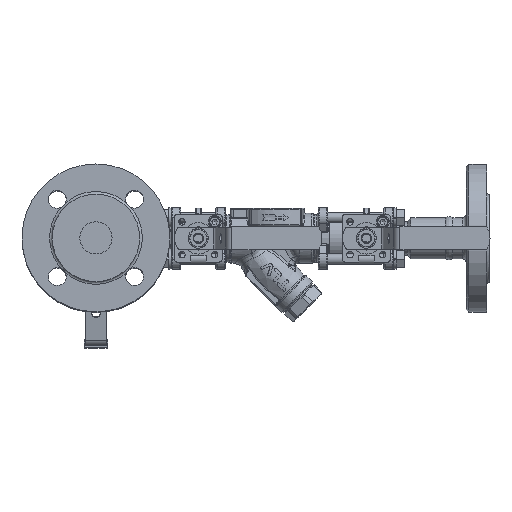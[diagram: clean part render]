
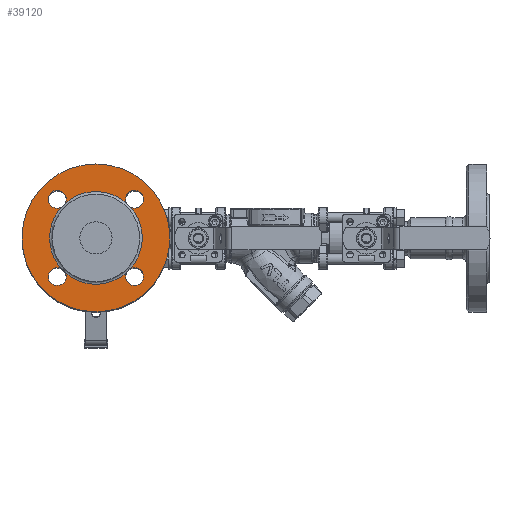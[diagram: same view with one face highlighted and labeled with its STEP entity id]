
A CAD part, top view. The second image highlights one B-rep face of the part: STEP entity #39120.
In plain terms, the highlighted planar face has unit normal (0, 0, 1).
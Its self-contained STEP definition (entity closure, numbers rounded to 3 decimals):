
#8229=FACE_BOUND('',#10934,.T.);
#8480=FACE_OUTER_BOUND('',#10933,.T.);
#10933=EDGE_LOOP('',(#26172,#26173));
#10934=EDGE_LOOP('',(#26174,#26175,#26176,#26177,#26178,#26179,#26180,#26181,
#26182,#26183,#26184,#26185,#26186));
#13613=CIRCLE('',#41676,36.);
#13614=CIRCLE('',#41677,36.);
#13615=CIRCLE('',#41678,36.);
#13616=CIRCLE('',#41679,36.);
#13617=CIRCLE('',#41680,36.);
#13618=CIRCLE('',#41682,7.);
#13619=CIRCLE('',#41683,7.);
#13620=CIRCLE('',#41685,7.);
#13621=CIRCLE('',#41686,7.);
#13622=CIRCLE('',#41688,7.);
#13623=CIRCLE('',#41689,7.);
#13624=CIRCLE('',#41691,7.);
#13625=CIRCLE('',#41692,7.);
#13628=CIRCLE('',#41697,57.5);
#13629=CIRCLE('',#41698,57.5);
#16050=VERTEX_POINT('',#58613);
#16051=VERTEX_POINT('',#58615);
#16052=VERTEX_POINT('',#58617);
#16053=VERTEX_POINT('',#58638);
#16054=VERTEX_POINT('',#58640);
#16055=VERTEX_POINT('',#58661);
#16056=VERTEX_POINT('',#58663);
#16057=VERTEX_POINT('',#58684);
#16058=VERTEX_POINT('',#58686);
#16059=VERTEX_POINT('',#58709);
#16060=VERTEX_POINT('',#58714);
#16061=VERTEX_POINT('',#58719);
#16062=VERTEX_POINT('',#58724);
#16065=VERTEX_POINT('',#58735);
#16066=VERTEX_POINT('',#58737);
#19858=EDGE_CURVE('',#16050,#16051,#13613,.T.);
#19860=EDGE_CURVE('',#16052,#16053,#13614,.T.);
#19862=EDGE_CURVE('',#16054,#16055,#13615,.T.);
#19864=EDGE_CURVE('',#16056,#16057,#13616,.T.);
#19866=EDGE_CURVE('',#16058,#16050,#13617,.T.);
#19867=EDGE_CURVE('',#16054,#16059,#13618,.T.);
#19868=EDGE_CURVE('',#16059,#16053,#13619,.T.);
#19870=EDGE_CURVE('',#16056,#16060,#13620,.T.);
#19871=EDGE_CURVE('',#16060,#16055,#13621,.T.);
#19873=EDGE_CURVE('',#16058,#16061,#13622,.T.);
#19874=EDGE_CURVE('',#16061,#16057,#13623,.T.);
#19876=EDGE_CURVE('',#16052,#16062,#13624,.T.);
#19877=EDGE_CURVE('',#16062,#16051,#13625,.T.);
#19883=EDGE_CURVE('',#16065,#16066,#13628,.T.);
#19884=EDGE_CURVE('',#16066,#16065,#13629,.T.);
#26172=ORIENTED_EDGE('',*,*,#19884,.F.);
#26173=ORIENTED_EDGE('',*,*,#19883,.F.);
#26174=ORIENTED_EDGE('',*,*,#19864,.F.);
#26175=ORIENTED_EDGE('',*,*,#19870,.T.);
#26176=ORIENTED_EDGE('',*,*,#19871,.T.);
#26177=ORIENTED_EDGE('',*,*,#19862,.F.);
#26178=ORIENTED_EDGE('',*,*,#19867,.T.);
#26179=ORIENTED_EDGE('',*,*,#19868,.T.);
#26180=ORIENTED_EDGE('',*,*,#19860,.F.);
#26181=ORIENTED_EDGE('',*,*,#19876,.T.);
#26182=ORIENTED_EDGE('',*,*,#19877,.T.);
#26183=ORIENTED_EDGE('',*,*,#19858,.F.);
#26184=ORIENTED_EDGE('',*,*,#19866,.F.);
#26185=ORIENTED_EDGE('',*,*,#19873,.T.);
#26186=ORIENTED_EDGE('',*,*,#19874,.T.);
#38203=PLANE('',#41700);
#39120=ADVANCED_FACE('',(#8480,#8229),#38203,.F.);
#41676=AXIS2_PLACEMENT_3D('',#58616,#46689,#46690);
#41677=AXIS2_PLACEMENT_3D('',#58639,#46691,#46692);
#41678=AXIS2_PLACEMENT_3D('',#58662,#46693,#46694);
#41679=AXIS2_PLACEMENT_3D('',#58685,#46695,#46696);
#41680=AXIS2_PLACEMENT_3D('',#58707,#46697,#46698);
#41682=AXIS2_PLACEMENT_3D('',#58710,#46701,#46702);
#41683=AXIS2_PLACEMENT_3D('',#58711,#46703,#46704);
#41685=AXIS2_PLACEMENT_3D('',#58715,#46708,#46709);
#41686=AXIS2_PLACEMENT_3D('',#58716,#46710,#46711);
#41688=AXIS2_PLACEMENT_3D('',#58720,#46715,#46716);
#41689=AXIS2_PLACEMENT_3D('',#58721,#46717,#46718);
#41691=AXIS2_PLACEMENT_3D('',#58725,#46722,#46723);
#41692=AXIS2_PLACEMENT_3D('',#58726,#46724,#46725);
#41697=AXIS2_PLACEMENT_3D('',#58738,#46737,#46738);
#41698=AXIS2_PLACEMENT_3D('',#58739,#46739,#46740);
#41700=AXIS2_PLACEMENT_3D('',#58741,#46743,#46744);
#46689=DIRECTION('center_axis',(0.,0.,
1.));
#46690=DIRECTION('ref_axis',(1.,0.,0.));
#46691=DIRECTION('center_axis',(0.,0.,
1.));
#46692=DIRECTION('ref_axis',(1.,0.,0.));
#46693=DIRECTION('center_axis',(0.,0.,
1.));
#46694=DIRECTION('ref_axis',(1.,0.,0.));
#46695=DIRECTION('center_axis',(0.,0.,
1.));
#46696=DIRECTION('ref_axis',(1.,0.,0.));
#46697=DIRECTION('center_axis',(0.,0.,
1.));
#46698=DIRECTION('ref_axis',(1.,0.,0.));
#46701=DIRECTION('center_axis',(0.,0.,
-1.));
#46702=DIRECTION('ref_axis',(0.,-1.,0.));
#46703=DIRECTION('center_axis',(0.,0.,
-1.));
#46704=DIRECTION('ref_axis',(0.,-1.,0.));
#46708=DIRECTION('center_axis',(0.,0.,
-1.));
#46709=DIRECTION('ref_axis',(1.,0.,0.));
#46710=DIRECTION('center_axis',(0.,0.,
-1.));
#46711=DIRECTION('ref_axis',(1.,0.,0.));
#46715=DIRECTION('center_axis',(0.,0.,
-1.));
#46716=DIRECTION('ref_axis',(0.,1.,0.));
#46717=DIRECTION('center_axis',(0.,0.,
-1.));
#46718=DIRECTION('ref_axis',(0.,1.,0.));
#46722=DIRECTION('center_axis',(0.,0.,
-1.));
#46723=DIRECTION('ref_axis',(-1.,0.,0.));
#46724=DIRECTION('center_axis',(0.,0.,
-1.));
#46725=DIRECTION('ref_axis',(-1.,0.,0.));
#46737=DIRECTION('center_axis',(0.,0.,
-1.));
#46738=DIRECTION('ref_axis',(1.,0.,0.));
#46739=DIRECTION('center_axis',(0.,0.,
-1.));
#46740=DIRECTION('ref_axis',(1.,0.,0.));
#46743=DIRECTION('center_axis',(0.,0.,
-1.));
#46744=DIRECTION('ref_axis',(1.,0.,0.));
#58613=CARTESIAN_POINT('',(-341.172,-127.686,177.648));
#58615=CARTESIAN_POINT('',(-332.262,-151.396,177.648));
#58616=CARTESIAN_POINT('Origin',(-305.172,-127.686,177.648));
#58617=CARTESIAN_POINT('',(-328.882,-154.776,177.648));
#58638=CARTESIAN_POINT('',(-281.462,-154.776,177.648));
#58639=CARTESIAN_POINT('Origin',(-305.172,-127.686,177.648));
#58640=CARTESIAN_POINT('',(-278.083,-151.396,177.648));
#58661=CARTESIAN_POINT('',(-278.083,-103.977,177.648));
#58662=CARTESIAN_POINT('Origin',(-305.172,-127.686,177.648));
#58663=CARTESIAN_POINT('',(-281.462,-100.597,177.648));
#58684=CARTESIAN_POINT('',(-328.882,-100.597,177.648));
#58685=CARTESIAN_POINT('Origin',(-305.172,-127.686,177.648));
#58686=CARTESIAN_POINT('',(-332.262,-103.977,177.648));
#58707=CARTESIAN_POINT('Origin',(-305.172,-127.686,177.648));
#58709=CARTESIAN_POINT('',(-275.12,-150.739,177.648));
#58710=CARTESIAN_POINT('Origin',(-275.12,-157.739,177.648));
#58711=CARTESIAN_POINT('Origin',(-275.12,-157.739,177.648));
#58714=CARTESIAN_POINT('',(-282.12,-97.634,177.648));
#58715=CARTESIAN_POINT('Origin',(-275.12,-97.634,177.648));
#58716=CARTESIAN_POINT('Origin',(-275.12,-97.634,177.648));
#58719=CARTESIAN_POINT('',(-335.224,-104.634,177.648));
#58720=CARTESIAN_POINT('Origin',(-335.224,-97.634,177.648));
#58721=CARTESIAN_POINT('Origin',(-335.224,-97.634,177.648));
#58724=CARTESIAN_POINT('',(-328.224,-157.739,177.648));
#58725=CARTESIAN_POINT('Origin',(-335.224,-157.739,177.648));
#58726=CARTESIAN_POINT('Origin',(-335.224,-157.739,177.648));
#58735=CARTESIAN_POINT('',(-362.672,-127.686,177.648));
#58737=CARTESIAN_POINT('',(-247.672,-127.686,177.648));
#58738=CARTESIAN_POINT('Origin',(-305.172,-127.686,177.648));
#58739=CARTESIAN_POINT('Origin',(-305.172,-127.686,177.648));
#58741=CARTESIAN_POINT('Origin',(-305.172,-127.686,177.648));
